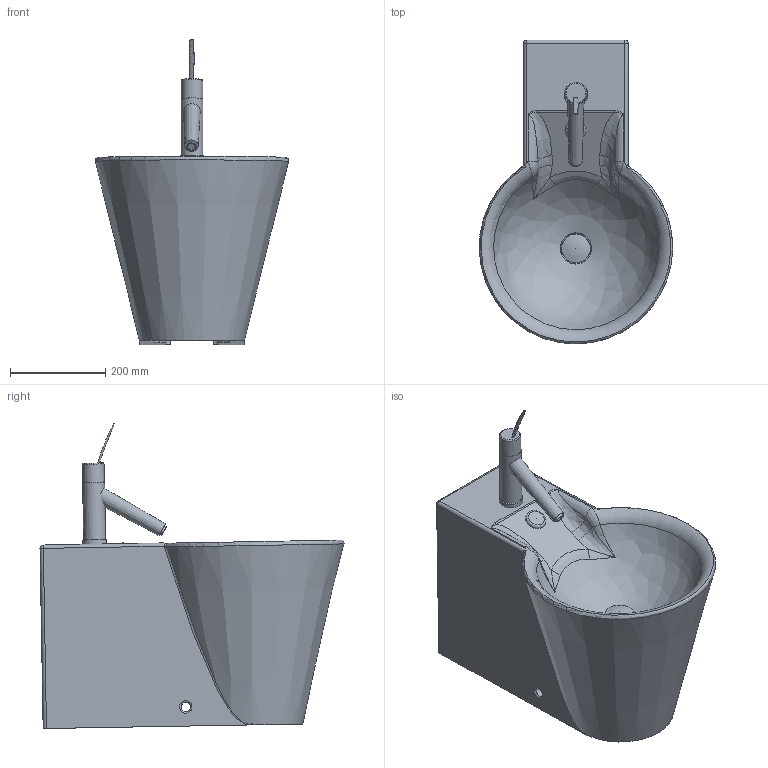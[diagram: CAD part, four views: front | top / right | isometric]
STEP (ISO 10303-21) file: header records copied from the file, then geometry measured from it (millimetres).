
FILE_DESCRIPTION((''),'2;1');
FILE_NAME('027410.stp','2007-02-10T16:21:30',('Huebner'),(''),'Autodesk Inventor 11','Autodesk Inventor 11','');
FILE_SCHEMA(('AUTOMOTIVE_DESIGN { 1 0 10303 214 1 1 1 1 }'));
Length unit declared in the file: millimetre
Products named in the file (10): 027410; 027410_1_2; HebelStarck1; hebel1; Hebel1_150_Starck1; Neoperl; Griff_Starckneu_2; Verschluss_Ueberlauf1; Kelch; Stopfen
Assembly tree (9 placements, depth 3):
  027410
    027410_1_2
    HebelStarck1
      hebel1
      Hebel1_150_Starck1
      Neoperl
      Griff_Starckneu_2
    Verschluss_Ueberlauf1
    Kelch
    Stopfen
Bounding box: 405.85 x 637.81 x 640.18 mm (x, y, z)
Volume: 26680906 mm3; surface area: 1380071.1 mm2
Topology: 9 solids, 9 shells, 221 faces, 511 edges, 299 vertices
Faces by surface type: cylinder 71, bspline 60, plane 53, torus 25, cone 6, sphere 6
Full cylindrical faces by diameter (mm): 15 x1, 16 x1, 20 x3, 29.9 x1, 34 x1, 35 x2, 42 x1, 44 x1, 45 x1, 46 x1, 50 x1, 52 x1, 60 x1
Entity records: 21221 total; most frequent: CARTESIAN_POINT 16447, DIRECTION 933, ORIENTED_EDGE 912, EDGE_CURVE 456, AXIS2_PLACEMENT_3D 396, VERTEX_POINT 290, EDGE_LOOP 270, FACE_OUTER_BOUND 221
